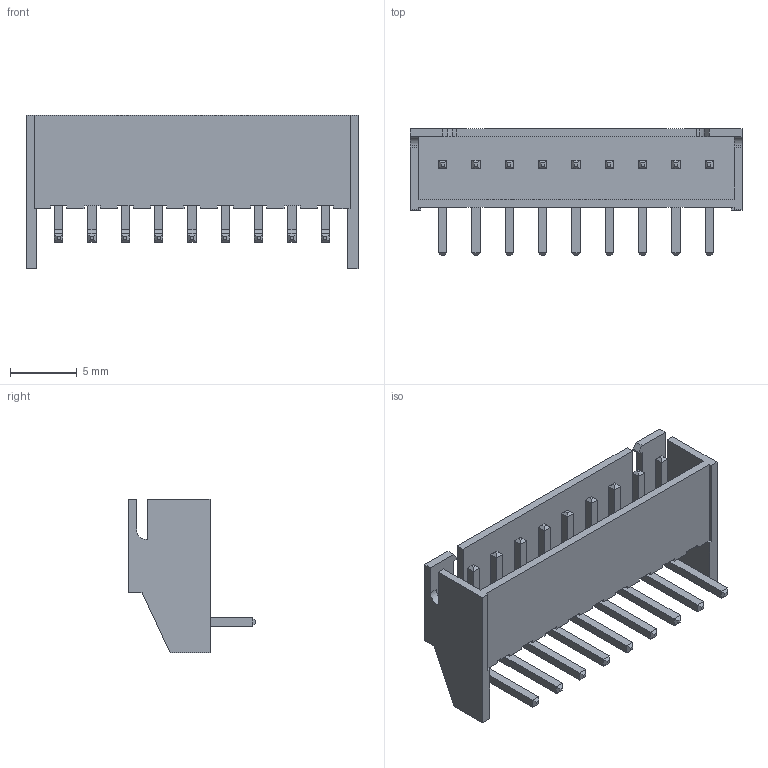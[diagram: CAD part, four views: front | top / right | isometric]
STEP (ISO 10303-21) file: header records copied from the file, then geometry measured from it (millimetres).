
FILE_DESCRIPTION(/* description */ (''),/* implementation_level */ '2;1');
FILE_NAME(/* name */ 'S9B-XH-A.stp',/* time_stamp */ '2017-04-07T20:55:17+09:00',/* author */ (''),/* organization */ (''),/* preprocessor_version */ 'ST-DEVELOPER v16.5',/* originating_system */ 'Autodesk Translation Framework v5.2.0.2920',/* authorisation */ '');
FILE_SCHEMA (('AUTOMOTIVE_DESIGN { 1 0 10303 214 3 1 1 }'));
Length unit declared in the file: millimetre
Products named in the file (1): S3B-XH-A v6
Bounding box: 24.9 x 9.5 x 11.5 mm (x, y, z)
Volume: 382.1 mm3; surface area: 1553.8 mm2
Topology: 10 solids, 10 shells, 280 faces, 706 edges, 446 vertices
Faces by surface type: plane 256, cylinder 24
Entity records: 8229 total; most frequent: CARTESIAN_POINT 1433, ORIENTED_EDGE 1412, DIRECTION 1316, EDGE_CURVE 706, LINE 658, VECTOR 658, VERTEX_POINT 446, AXIS2_PLACEMENT_3D 329
